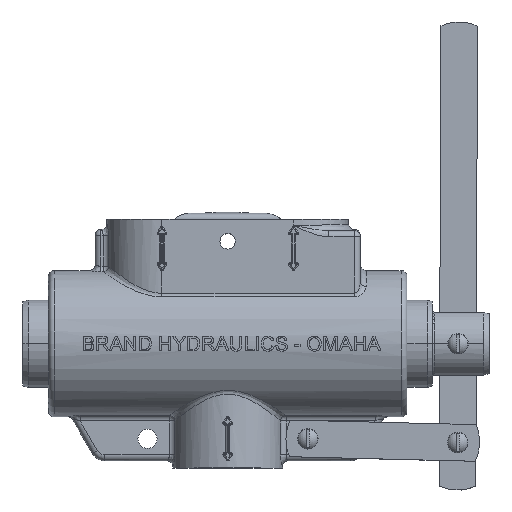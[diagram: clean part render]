
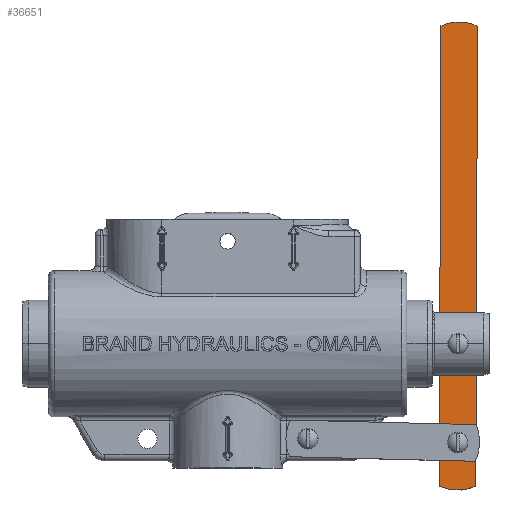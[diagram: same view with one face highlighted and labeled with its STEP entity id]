
A CAD part, top view. The second image highlights one B-rep face of the part: STEP entity #36651.
In plain terms, the highlighted planar face has unit normal (0, 0, 1).
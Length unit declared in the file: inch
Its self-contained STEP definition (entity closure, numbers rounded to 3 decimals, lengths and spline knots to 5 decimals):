
#539 = EDGE_CURVE ( 'NONE', #4733, #29714, #17399, .T. ) ;
#997 = CARTESIAN_POINT ( 'NONE',  ( 3.93066, -1.85399, 0.1565 ) ) ;
#1756 = CIRCLE ( 'NONE', #6044, 0.75 ) ;
#1831 = AXIS2_PLACEMENT_3D ( 'NONE', #32279, #32233, #32142 ) ;
#1956 = FACE_BOUND ( 'NONE', #23658, .T. ) ;
#2354 = CIRCLE ( 'NONE', #28706, 0.166 ) ;
#2869 = FACE_BOUND ( 'NONE', #14596, .T. ) ;
#3576 = VERTEX_POINT ( 'NONE', #5463 ) ;
#4733 = VERTEX_POINT ( 'NONE', #37466 ) ;
#5051 = VERTEX_POINT ( 'NONE', #26521 ) ;
#5324 = EDGE_CURVE ( 'NONE', #26638, #8158, #15934, .T. ) ;
#5463 = CARTESIAN_POINT ( 'NONE',  ( 3.95581, 5.49897, 0.1565 ) ) ;
#6044 = AXIS2_PLACEMENT_3D ( 'NONE', #31195, #31150, #34108 ) ;
#6448 = VERTEX_POINT ( 'NONE', #23432 ) ;
#8158 = VERTEX_POINT ( 'NONE', #25685 ) ;
#8655 = CARTESIAN_POINT ( 'NONE',  ( 3.937, 0., 0.1565 ) ) ;
#9580 = CARTESIAN_POINT ( 'NONE',  ( 4.26858, 5.42946, 0.1565 ) ) ;
#9815 = DIRECTION ( 'NONE',  ( -0.003, -1., 0. ) ) ;
#9822 = DIRECTION ( 'NONE',  ( 0., 0., -1. ) ) ;
#9867 = CARTESIAN_POINT ( 'NONE',  ( 3.93123, -1.68799, 0.1565 ) ) ;
#10090 = VERTEX_POINT ( 'NONE', #997 ) ;
#10573 = CIRCLE ( 'NONE', #37577, 0.166 ) ;
#10734 = CARTESIAN_POINT ( 'NONE',  ( 3.64258, 5.4316, 0.1565 ) ) ;
#11542 = CARTESIAN_POINT ( 'NONE',  ( 3.64258, 5.4316, 0.1565 ) ) ;
#11546 = DIRECTION ( 'NONE',  ( -0.003, -1., 0. ) ) ;
#11583 = CARTESIAN_POINT ( 'NONE',  ( 3.93757, 0.166, 0.1565 ) ) ;
#11907 = DIRECTION ( 'NONE',  ( -0.003, -1., 0. ) ) ;
#12455 = ORIENTED_EDGE ( 'NONE', *, *, #18034, .T. ) ;
#13645 = EDGE_CURVE ( 'NONE', #29714, #3576, #30163, .T. ) ;
#14596 = EDGE_LOOP ( 'NONE', ( #19965, #12455 ) ) ;
#14742 = AXIS2_PLACEMENT_3D ( 'NONE', #33725, #16090, #36536 ) ;
#15181 = AXIS2_PLACEMENT_3D ( 'NONE', #29316, #29453, #11907 ) ;
#15216 = ORIENTED_EDGE ( 'NONE', *, *, #17804, .F. ) ;
#15934 = LINE ( 'NONE', #21603, #34534 ) ;
#16090 = DIRECTION ( 'NONE',  ( 0., 0., -1. ) ) ;
#16504 = VERTEX_POINT ( 'NONE', #11583 ) ;
#16860 = CIRCLE ( 'NONE', #32656, 0.75 ) ;
#17399 = LINE ( 'NONE', #11542, #17715 ) ;
#17476 = ORIENTED_EDGE ( 'NONE', *, *, #19411, .F. ) ;
#17715 = VECTOR ( 'NONE', #26987, 39.37008 ) ;
#17804 = EDGE_CURVE ( 'NONE', #8158, #4733, #1756, .T. ) ;
#18034 = EDGE_CURVE ( 'NONE', #10090, #5051, #2354, .T. ) ;
#18714 = EDGE_CURVE ( 'NONE', #5051, #10090, #36336, .T. ) ;
#19411 = EDGE_CURVE ( 'NONE', #3576, #26638, #16860, .T. ) ;
#19965 = ORIENTED_EDGE ( 'NONE', *, *, #18714, .T. ) ;
#21525 = DIRECTION ( 'NONE',  ( -0.003, -1., 0. ) ) ;
#21603 = CARTESIAN_POINT ( 'NONE',  ( 4.26858, 5.42946, 0.1565 ) ) ;
#22098 = EDGE_CURVE ( 'NONE', #16504, #6448, #29074, .T. ) ;
#22506 = AXIS2_PLACEMENT_3D ( 'NONE', #9867, #9822, #9815 ) ;
#23432 = CARTESIAN_POINT ( 'NONE',  ( 3.93643, -0.166, 0.1565 ) ) ;
#23658 = EDGE_LOOP ( 'NONE', ( #29588, #23910 ) ) ;
#23910 = ORIENTED_EDGE ( 'NONE', *, *, #35758, .T. ) ;
#24571 = ORIENTED_EDGE ( 'NONE', *, *, #5324, .F. ) ;
#25236 = DIRECTION ( 'NONE',  ( -0.003, -1., 0. ) ) ;
#25240 = DIRECTION ( 'NONE',  ( 0., 0., -1. ) ) ;
#25365 = CARTESIAN_POINT ( 'NONE',  ( 3.93123, -1.68799, 0.1565 ) ) ;
#25685 = CARTESIAN_POINT ( 'NONE',  ( 4.24168, -2.43362, 0.1565 ) ) ;
#25882 = ORIENTED_EDGE ( 'NONE', *, *, #539, .F. ) ;
#26387 = PLANE ( 'NONE',  #15181 ) ;
#26521 = CARTESIAN_POINT ( 'NONE',  ( 3.93179, -1.52199, 0.1565 ) ) ;
#26638 = VERTEX_POINT ( 'NONE', #9580 ) ;
#26987 = DIRECTION ( 'NONE',  ( 0.003, 1., 0. ) ) ;
#28706 = AXIS2_PLACEMENT_3D ( 'NONE', #25365, #25240, #25236 ) ;
#29061 = DIRECTION ( 'NONE',  ( 0., 0., -1. ) ) ;
#29074 = CIRCLE ( 'NONE', #14742, 0.166 ) ;
#29316 = CARTESIAN_POINT ( 'NONE',  ( 3.95325, 4.74897, 0.1565 ) ) ;
#29453 = DIRECTION ( 'NONE',  ( 0., 0., -1. ) ) ;
#29588 = ORIENTED_EDGE ( 'NONE', *, *, #22098, .T. ) ;
#29714 = VERTEX_POINT ( 'NONE', #10734 ) ;
#30163 = CIRCLE ( 'NONE', #1831, 0.75 ) ;
#31150 = DIRECTION ( 'NONE',  ( 0., 0., -1. ) ) ;
#31195 = CARTESIAN_POINT ( 'NONE',  ( 3.93101, -1.75099, 0.1565 ) ) ;
#32142 = DIRECTION ( 'NONE',  ( -0.003, -1., 0. ) ) ;
#32233 = DIRECTION ( 'NONE',  ( 0., 0., -1. ) ) ;
#32279 = CARTESIAN_POINT ( 'NONE',  ( 3.95325, 4.74897, 0.1565 ) ) ;
#32656 = AXIS2_PLACEMENT_3D ( 'NONE', #34847, #34692, #34572 ) ;
#33028 = FACE_OUTER_BOUND ( 'NONE', #33210, .T. ) ;
#33210 = EDGE_LOOP ( 'NONE', ( #35291, #25882, #15216, #24571, #17476 ) ) ;
#33725 = CARTESIAN_POINT ( 'NONE',  ( 3.937, 0., 0.1565 ) ) ;
#34108 = DIRECTION ( 'NONE',  ( 0.003, 1., 0. ) ) ;
#34534 = VECTOR ( 'NONE', #21525, 39.37008 ) ;
#34572 = DIRECTION ( 'NONE',  ( -0.003, -1., 0. ) ) ;
#34692 = DIRECTION ( 'NONE',  ( 0., 0., -1. ) ) ;
#34847 = CARTESIAN_POINT ( 'NONE',  ( 3.95325, 4.74897, 0.1565 ) ) ;
#35291 = ORIENTED_EDGE ( 'NONE', *, *, #13645, .F. ) ;
#35758 = EDGE_CURVE ( 'NONE', #6448, #16504, #10573, .T. ) ;
#36336 = CIRCLE ( 'NONE', #22506, 0.166 ) ;
#36536 = DIRECTION ( 'NONE',  ( -0.003, -1., 0. ) ) ;
#36651 = ADVANCED_FACE ( 'NONE', ( #2869, #33028, #1956 ), #26387, .F. ) ;
#37466 = CARTESIAN_POINT ( 'NONE',  ( 3.61568, -2.43148, 0.1565 ) ) ;
#37577 = AXIS2_PLACEMENT_3D ( 'NONE', #8655, #29061, #11546 ) ;
